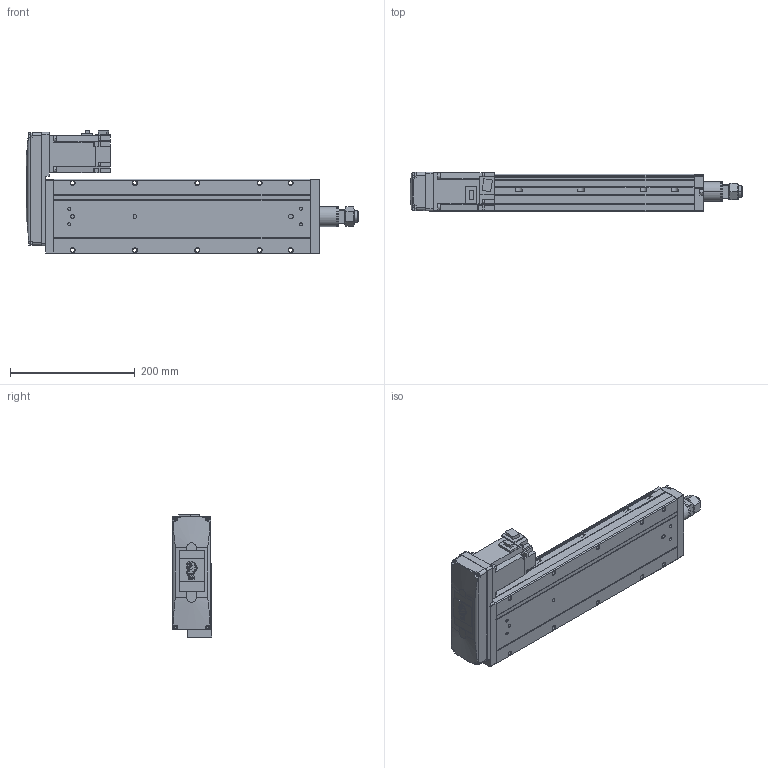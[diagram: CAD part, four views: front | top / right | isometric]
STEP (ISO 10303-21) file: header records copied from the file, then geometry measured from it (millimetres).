
FILE_DESCRIPTION (( 'STEP AP214' ), '1' );
FILE_NAME ('ETU12BL-16XLD-0200-XXXX.STEP', '2025-02-27T14:01:36', ( '' ), ( '' ), 'SwSTEP 2.0', 'SolidWorks 2022', '' );
FILE_SCHEMA (( 'AUTOMOTIVE_DESIGN' ));
Length unit declared in the file: millimetre
Products named in the file (10): FANG STICKER; ETU12BL-16XLD-0200-XXXX; ETU12-200MOTOR; ETU12-200ROD; ETU12-200BODY2; ETU12-200BODY0; ETU12-200NUT; ETU12-200BODY3; ETU12-200SENSOR; ETU12-200BODY1
Assembly tree (10 placements, depth 2):
  ETU12BL-16XLD-0200-XXXX
    ETU12-200BODY0
    ETU12-200BODY1
    ETU12-200BODY2
    ETU12-200MOTOR
    ETU12-200ROD
    ETU12-200NUT
    ETU12-200BODY3
    ETU12-200SENSOR  x2
    FANG STICKER
Bounding box: 532.8 x 63.5 x 198.8 mm (x, y, z)
Volume: 3487346.7 mm3; surface area: 354322.9 mm2
Topology: 10 solids, 10 shells, 971 faces, 2571 edges, 1696 vertices
Faces by surface type: plane 650, cylinder 269, cone 44, torus 8
Entity records: 30398 total; most frequent: CARTESIAN_POINT 5632, ORIENTED_EDGE 5082, DIRECTION 5003, EDGE_CURVE 2541, LINE 1921, VECTOR 1921, VERTEX_POINT 1676, AXIS2_PLACEMENT_3D 1541
